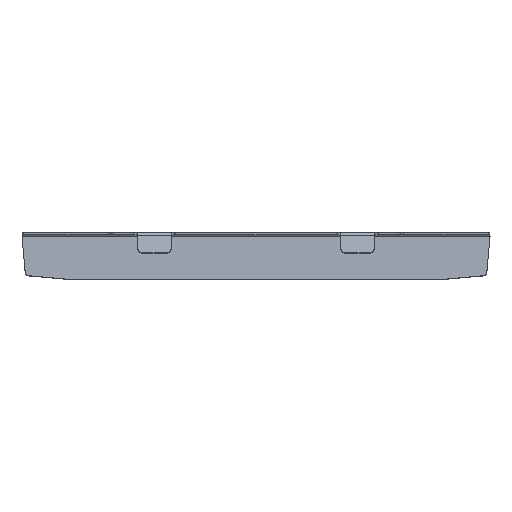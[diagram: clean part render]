
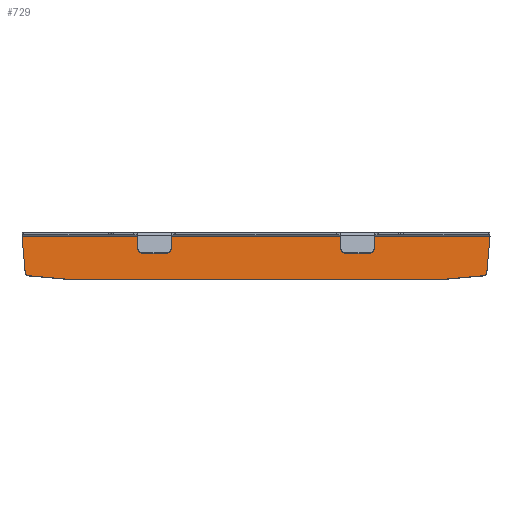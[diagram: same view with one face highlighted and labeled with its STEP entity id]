
A CAD part, front view. The second image highlights one B-rep face of the part: STEP entity #729.
In plain terms, the highlighted planar face has unit normal (0, -0.996, 0.087).
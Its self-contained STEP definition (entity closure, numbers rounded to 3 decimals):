
#4 = CIRCLE ( 'NONE', #1972, 2. ) ;
#5 = DIRECTION ( 'NONE',  ( 0., -0.087, -0.996 ) ) ;
#23 = EDGE_CURVE ( 'NONE', #1004, #1707, #749, .T. ) ;
#36 = DIRECTION ( 'NONE',  ( 0., -0.996, 0.087 ) ) ;
#98 = LINE ( 'NONE', #460, #1923 ) ;
#136 = VERTEX_POINT ( 'NONE', #844 ) ;
#162 = CARTESIAN_POINT ( 'NONE',  ( -145.152, 10.387, -27.513 ) ) ;
#183 = FACE_OUTER_BOUND ( 'NONE', #362, .T. ) ;
#186 = CARTESIAN_POINT ( 'NONE',  ( -119.087, 10.189, -29.784 ) ) ;
#193 = ORIENTED_EDGE ( 'NONE', *, *, #1779, .T. ) ;
#245 = CARTESIAN_POINT ( 'NONE',  ( 148.005, 11.577, -13.916 ) ) ;
#256 = DIRECTION ( 'NONE',  ( 0., -0.996, 0.087 ) ) ;
#279 = CARTESIAN_POINT ( 'NONE',  ( 3.412, 9.307, -39.866 ) ) ;
#362 = EDGE_LOOP ( 'NONE', ( #1498, #617, #777, #193, #2159, #1240, #900, #2311, #1006, #2330 ) ) ;
#417 = CARTESIAN_POINT ( 'NONE',  ( 144.978, 10.561, -25.528 ) ) ;
#443 = VECTOR ( 'NONE', #1731, 1000. ) ;
#453 = DIRECTION ( 'NONE',  ( 0., -0.087, -0.996 ) ) ;
#460 = CARTESIAN_POINT ( 'NONE',  ( -149., 12.568, -2.587 ) ) ;
#464 = DIRECTION ( 'NONE',  ( -0.996, -0.008, -0.087 ) ) ;
#473 = VECTOR ( 'NONE', #1239, 1000. ) ;
#545 = CARTESIAN_POINT ( 'NONE',  ( 0., 12.706, -1.016 ) ) ;
#548 = VERTEX_POINT ( 'NONE', #162 ) ;
#596 = EDGE_CURVE ( 'NONE', #1351, #548, #934, .T. ) ;
#606 = DIRECTION ( 'NONE',  ( 0., -0.087, -0.996 ) ) ;
#609 = EDGE_CURVE ( 'NONE', #2408, #1636, #98, .T. ) ;
#617 = ORIENTED_EDGE ( 'NONE', *, *, #596, .T. ) ;
#620 = CARTESIAN_POINT ( 'NONE',  ( -118.913, 10.188, -29.792 ) ) ;
#646 = VECTOR ( 'NONE', #1063, 1000. ) ;
#654 = CARTESIAN_POINT ( 'NONE',  ( -144.978, 10.561, -25.528 ) ) ;
#702 = VERTEX_POINT ( 'NONE', #186 ) ;
#713 = CARTESIAN_POINT ( 'NONE',  ( -3.412, 9.307, -39.866 ) ) ;
#729 = ADVANCED_FACE ( 'NONE', ( #183 ), #1669, .T. ) ;
#749 = CIRCLE ( 'NONE', #810, 2. ) ;
#777 = ORIENTED_EDGE ( 'NONE', *, *, #1799, .T. ) ;
#810 = AXIS2_PLACEMENT_3D ( 'NONE', #417, #1729, #606 ) ;
#844 = CARTESIAN_POINT ( 'NONE',  ( 119.087, 10.189, -29.784 ) ) ;
#872 = DIRECTION ( 'NONE',  ( 0., -0.996, 0.087 ) ) ;
#880 = CARTESIAN_POINT ( 'NONE',  ( 146.97, 10.546, -25.701 ) ) ;
#900 = ORIENTED_EDGE ( 'NONE', *, *, #1428, .F. ) ;
#934 = CIRCLE ( 'NONE', #1783, 2. ) ;
#1004 = VERTEX_POINT ( 'NONE', #1492 ) ;
#1006 = ORIENTED_EDGE ( 'NONE', *, *, #2088, .F. ) ;
#1035 = CARTESIAN_POINT ( 'NONE',  ( 149., 12.568, -2.587 ) ) ;
#1059 = LINE ( 'NONE', #245, #443 ) ;
#1063 = DIRECTION ( 'NONE',  ( -1., 0., 0. ) ) ;
#1162 = CARTESIAN_POINT ( 'NONE',  ( 118.913, 10.362, -27.8 ) ) ;
#1201 = VECTOR ( 'NONE', #464, 1000. ) ;
#1239 = DIRECTION ( 'NONE',  ( 0.996, -0.008, -0.087 ) ) ;
#1240 = ORIENTED_EDGE ( 'NONE', *, *, #1349, .T. ) ;
#1246 = VERTEX_POINT ( 'NONE', #620 ) ;
#1349 = EDGE_CURVE ( 'NONE', #1391, #136, #4, .T. ) ;
#1351 = VERTEX_POINT ( 'NONE', #2103 ) ;
#1356 = LINE ( 'NONE', #713, #473 ) ;
#1391 = VERTEX_POINT ( 'NONE', #2344 ) ;
#1428 = EDGE_CURVE ( 'NONE', #1004, #136, #2116, .T. ) ;
#1492 = CARTESIAN_POINT ( 'NONE',  ( 145.152, 10.387, -27.513 ) ) ;
#1498 = ORIENTED_EDGE ( 'NONE', *, *, #2197, .T. ) ;
#1581 = DIRECTION ( 'NONE',  ( 0., -0.087, -0.996 ) ) ;
#1617 = LINE ( 'NONE', #2312, #1738 ) ;
#1636 = VERTEX_POINT ( 'NONE', #1035 ) ;
#1669 = PLANE ( 'NONE',  #2368 ) ;
#1707 = VERTEX_POINT ( 'NONE', #880 ) ;
#1715 = EDGE_CURVE ( 'NONE', #1391, #1246, #1935, .T. ) ;
#1729 = DIRECTION ( 'NONE',  ( 0., -0.996, 0.087 ) ) ;
#1731 = DIRECTION ( 'NONE',  ( -0.087, -0.087, -0.992 ) ) ;
#1738 = VECTOR ( 'NONE', #2110, 1000. ) ;
#1779 = EDGE_CURVE ( 'NONE', #702, #1246, #1963, .T. ) ;
#1783 = AXIS2_PLACEMENT_3D ( 'NONE', #654, #256, #1581 ) ;
#1799 = EDGE_CURVE ( 'NONE', #548, #702, #1356, .T. ) ;
#1818 = DIRECTION ( 'NONE',  ( 0., -0.087, -0.996 ) ) ;
#1844 = CARTESIAN_POINT ( 'NONE',  ( -118.913, 10.362, -27.8 ) ) ;
#1855 = DIRECTION ( 'NONE',  ( 0., -0.996, 0.087 ) ) ;
#1902 = AXIS2_PLACEMENT_3D ( 'NONE', #1844, #872, #1818 ) ;
#1923 = VECTOR ( 'NONE', #2153, 1000. ) ;
#1935 = LINE ( 'NONE', #2196, #646 ) ;
#1963 = CIRCLE ( 'NONE', #1902, 2. ) ;
#1972 = AXIS2_PLACEMENT_3D ( 'NONE', #1162, #36, #453 ) ;
#1978 = CARTESIAN_POINT ( 'NONE',  ( -149., 12.568, -2.587 ) ) ;
#2088 = EDGE_CURVE ( 'NONE', #1636, #1707, #1059, .T. ) ;
#2103 = CARTESIAN_POINT ( 'NONE',  ( -146.97, 10.546, -25.701 ) ) ;
#2110 = DIRECTION ( 'NONE',  ( 0.087, -0.087, -0.992 ) ) ;
#2116 = LINE ( 'NONE', #279, #1201 ) ;
#2153 = DIRECTION ( 'NONE',  ( 1., 0., 0. ) ) ;
#2159 = ORIENTED_EDGE ( 'NONE', *, *, #1715, .F. ) ;
#2196 = CARTESIAN_POINT ( 'NONE',  ( -149., 10.188, -29.792 ) ) ;
#2197 = EDGE_CURVE ( 'NONE', #2408, #1351, #1617, .T. ) ;
#2311 = ORIENTED_EDGE ( 'NONE', *, *, #23, .T. ) ;
#2312 = CARTESIAN_POINT ( 'NONE',  ( -148.005, 11.577, -13.916 ) ) ;
#2330 = ORIENTED_EDGE ( 'NONE', *, *, #609, .F. ) ;
#2344 = CARTESIAN_POINT ( 'NONE',  ( 118.913, 10.188, -29.792 ) ) ;
#2368 = AXIS2_PLACEMENT_3D ( 'NONE', #545, #1855, #5 ) ;
#2408 = VERTEX_POINT ( 'NONE', #1978 ) ;
